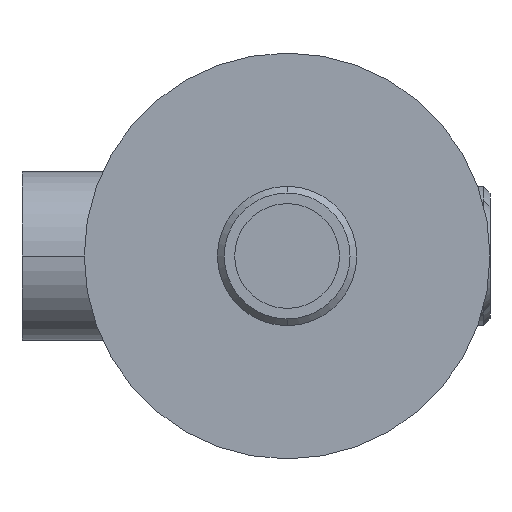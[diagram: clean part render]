
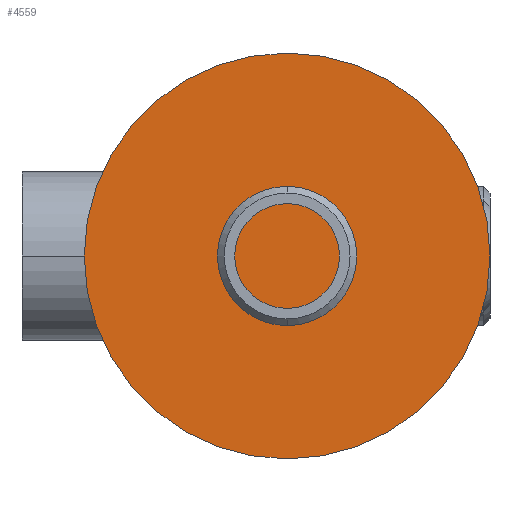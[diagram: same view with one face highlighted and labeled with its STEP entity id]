
A CAD part, left-side view. The second image highlights one B-rep face of the part: STEP entity #4559.
In plain terms, the highlighted planar face has unit normal (-1, 0, 0).
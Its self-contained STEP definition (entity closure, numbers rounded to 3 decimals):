
#901 = VERTEX_POINT ( 'NONE', #14936 ) ;
#1130 = VERTEX_POINT ( 'NONE', #18578 ) ;
#2727 = AXIS2_PLACEMENT_3D ( 'NONE', #12587, #15915, #13889 ) ;
#2834 = EDGE_CURVE ( 'NONE', #1130, #901, #13619, .T. ) ;
#3578 = CARTESIAN_POINT ( 'NONE',  ( 0., 0., 0. ) ) ;
#4559 = ADVANCED_FACE ( 'NONE', ( #11206 ), #9582, .F. ) ;
#4597 = DIRECTION ( 'NONE',  ( 0., 0., 1. ) ) ;
#7432 = AXIS2_PLACEMENT_3D ( 'NONE', #9424, #14589, #4597 ) ;
#9424 = CARTESIAN_POINT ( 'NONE',  ( 0., 0., 0. ) ) ;
#9582 = PLANE ( 'NONE',  #17587 ) ;
#9908 = DIRECTION ( 'NONE',  ( 0., 0., -1. ) ) ;
#11206 = FACE_OUTER_BOUND ( 'NONE', #13200, .T. ) ;
#12587 = CARTESIAN_POINT ( 'NONE',  ( 0., 0., 0. ) ) ;
#13200 = EDGE_LOOP ( 'NONE', ( #20019, #16942 ) ) ;
#13619 = CIRCLE ( 'NONE', #7432, 30. ) ;
#13889 = DIRECTION ( 'NONE',  ( 0., 0., 1. ) ) ;
#14589 = DIRECTION ( 'NONE',  ( -1., 0., 0. ) ) ;
#14936 = CARTESIAN_POINT ( 'NONE',  ( 0., 0., -30. ) ) ;
#15915 = DIRECTION ( 'NONE',  ( -1., 0., 0. ) ) ;
#16942 = ORIENTED_EDGE ( 'NONE', *, *, #17526, .T. ) ;
#17526 = EDGE_CURVE ( 'NONE', #901, #1130, #20911, .T. ) ;
#17587 = AXIS2_PLACEMENT_3D ( 'NONE', #3578, #17859, #9908 ) ;
#17859 = DIRECTION ( 'NONE',  ( 1., 0., 0. ) ) ;
#18578 = CARTESIAN_POINT ( 'NONE',  ( 0., 0., 30. ) ) ;
#20019 = ORIENTED_EDGE ( 'NONE', *, *, #2834, .T. ) ;
#20911 = CIRCLE ( 'NONE', #2727, 30. ) ;
